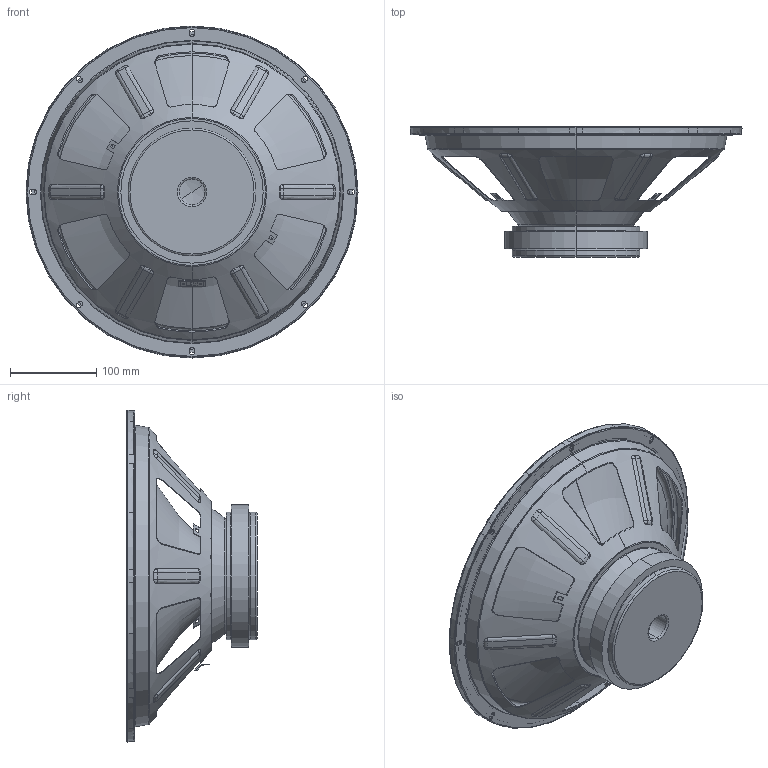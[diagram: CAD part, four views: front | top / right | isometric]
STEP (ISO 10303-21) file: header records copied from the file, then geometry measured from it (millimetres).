
FILE_DESCRIPTION (( 'STEP AP214' ), '1' );
FILE_NAME ('367D 3D.STEP', '2023-04-28T02:26:46', ( '' ), ( '' ), 'SwSTEP 2.0', 'SolidWorks 2020', '' );
FILE_SCHEMA (( 'AUTOMOTIVE_DESIGN' ));
Length unit declared in the file: millimetre
Products named in the file (1): 367D 3D
Bounding box: 385 x 151.4 x 385 mm (x, y, z)
Surface area: 611815.7 mm2 (no closed solid volume)
Topology: 0 solids, 14 shells, 356 faces, 1179 edges, 820 vertices
Faces by surface type: cylinder 122, plane 112, torus 56, cone 28, sphere 26, bspline 12
Entity records: 18920 total; most frequent: CARTESIAN_POINT 4880, DIRECTION 2125, ORIENTED_EDGE 1947, EDGE_CURVE 1167, AXIS2_PLACEMENT_3D 839, VERTEX_POINT 820, CIRCLE 494, VECTOR 447
